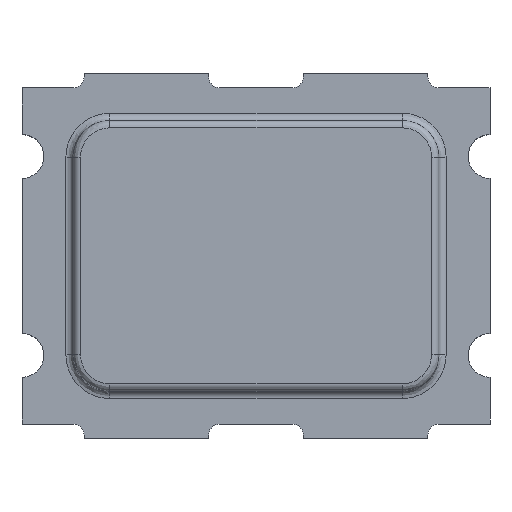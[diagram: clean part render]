
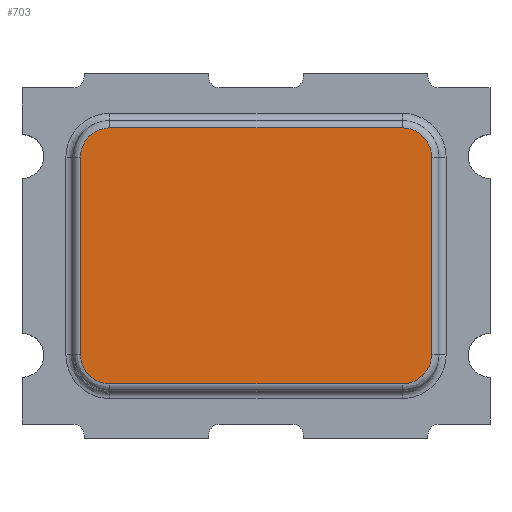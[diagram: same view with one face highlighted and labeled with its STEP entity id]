
A CAD part, top view. The second image highlights one B-rep face of the part: STEP entity #703.
In plain terms, the highlighted planar face has unit normal (0, 0, 1).
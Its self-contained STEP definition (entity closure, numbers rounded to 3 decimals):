
#115 = VERTEX_POINT ( 'NONE', #1683 ) ;
#160 = DIRECTION ( 'NONE',  ( 1., 0., 0. ) ) ;
#173 = EDGE_CURVE ( 'NONE', #1685, #1109, #3110, .T. ) ;
#200 = CARTESIAN_POINT ( 'NONE',  ( 1., 0.875, 1. ) ) ;
#456 = CARTESIAN_POINT ( 'NONE',  ( 1.18, -0.778, 1. ) ) ;
#471 = CARTESIAN_POINT ( 'NONE',  ( -1., 0.875, 1. ) ) ;
#517 = VERTEX_POINT ( 'NONE', #959 ) ;
#569 = EDGE_LOOP ( 'NONE', ( #1502, #4267, #2313, #4287, #2339, #2248, #3845, #925 ) ) ;
#666 = CARTESIAN_POINT ( 'NONE',  ( 1.2, 0.675, 1. ) ) ;
#703 = ADVANCED_FACE ( 'NONE', ( #2148 ), #3486, .T. ) ;
#717 = EDGE_CURVE ( 'NONE', #517, #2914, #4259, .T. ) ;
#748 = EDGE_CURVE ( 'NONE', #2552, #517, #3591, .T. ) ;
#764 = VERTEX_POINT ( 'NONE', #2238 ) ;
#827 = CARTESIAN_POINT ( 'NONE',  ( 1.2, -0.731, 1. ) ) ;
#828 = CARTESIAN_POINT ( 'NONE',  ( -1.2, 0.792, 1. ) ) ;
#844 = CARTESIAN_POINT ( 'NONE',  ( -1.2, -0.675, 1. ) ) ;
#882 = B_SPLINE_CURVE_WITH_KNOTS ( 'NONE', 3,
 ( #1561, #3552, #3919, #456, #827, #2883 ),
 .UNSPECIFIED., .F., .F.,
 ( 4, 2, 4 ),
 ( 0., 0.5, 1. ),
 .UNSPECIFIED. ) ;
#916 = CARTESIAN_POINT ( 'NONE',  ( -1., -0.875, 1. ) ) ;
#925 = ORIENTED_EDGE ( 'NONE', *, *, #1328, .T. ) ;
#957 = VECTOR ( 'NONE', #1573, 1000. ) ;
#959 = CARTESIAN_POINT ( 'NONE',  ( -1.2, 0.675, 1. ) ) ;
#993 =( BOUNDED_CURVE ( )  B_SPLINE_CURVE ( 3, ( #2335, #4375, #1305, #1283 ),
 .UNSPECIFIED., .F., .T. ) 
 B_SPLINE_CURVE_WITH_KNOTS ( ( 4, 4 ),
 ( 0., 1. ),
 .UNSPECIFIED. ) 
 CURVE ( )  GEOMETRIC_REPRESENTATION_ITEM ( )  RATIONAL_B_SPLINE_CURVE ( ( 1., 0.805, 0.805, 1. ) ) 
 REPRESENTATION_ITEM ( '' )  );
#1109 = VERTEX_POINT ( 'NONE', #200 ) ;
#1196 = CARTESIAN_POINT ( 'NONE',  ( -1.2, -0.675, 1. ) ) ;
#1283 = CARTESIAN_POINT ( 'NONE',  ( -1.2, -0.675, 1. ) ) ;
#1305 = CARTESIAN_POINT ( 'NONE',  ( -1.2, -0.792, 1. ) ) ;
#1328 = EDGE_CURVE ( 'NONE', #1527, #1685, #2134, .T. ) ;
#1502 = ORIENTED_EDGE ( 'NONE', *, *, #173, .T. ) ;
#1527 = VERTEX_POINT ( 'NONE', #3038 ) ;
#1561 = CARTESIAN_POINT ( 'NONE',  ( 1., -0.875, 1. ) ) ;
#1562 = CARTESIAN_POINT ( 'NONE',  ( -1., -0.675, 1. ) ) ;
#1573 = DIRECTION ( 'NONE',  ( -1., 0., 0. ) ) ;
#1683 = CARTESIAN_POINT ( 'NONE',  ( -1., -0.875, 1. ) ) ;
#1685 = VERTEX_POINT ( 'NONE', #666 ) ;
#1721 = VECTOR ( 'NONE', #2496, 1000. ) ;
#2077 = CARTESIAN_POINT ( 'NONE',  ( 1.18, 0.777, 1. ) ) ;
#2125 = CARTESIAN_POINT ( 'NONE',  ( 1., 0.875, 1. ) ) ;
#2134 = LINE ( 'NONE', #4248, #1721 ) ;
#2148 = FACE_OUTER_BOUND ( 'NONE', #569, .T. ) ;
#2174 = CARTESIAN_POINT ( 'NONE',  ( -1.117, 0.875, 1. ) ) ;
#2216 = DIRECTION ( 'NONE',  ( 1., 0., 0. ) ) ;
#2238 = CARTESIAN_POINT ( 'NONE',  ( 1., -0.875, 1. ) ) ;
#2248 = ORIENTED_EDGE ( 'NONE', *, *, #3759, .F. ) ;
#2313 = ORIENTED_EDGE ( 'NONE', *, *, #717, .F. ) ;
#2335 = CARTESIAN_POINT ( 'NONE',  ( -1., -0.875, 1. ) ) ;
#2339 = ORIENTED_EDGE ( 'NONE', *, *, #3380, .F. ) ;
#2433 = VECTOR ( 'NONE', #2530, 1000. ) ;
#2496 = DIRECTION ( 'NONE',  ( 0., 1., 0. ) ) ;
#2508 = CARTESIAN_POINT ( 'NONE',  ( -1.2, 0.675, 1. ) ) ;
#2530 = DIRECTION ( 'NONE',  ( 0., 1., 0. ) ) ;
#2542 = CARTESIAN_POINT ( 'NONE',  ( -1., 0.875, 1. ) ) ;
#2552 = VERTEX_POINT ( 'NONE', #844 ) ;
#2601 = EDGE_CURVE ( 'NONE', #764, #1527, #882, .T. ) ;
#2801 = CARTESIAN_POINT ( 'NONE',  ( 1.056, 0.875, 1. ) ) ;
#2838 = EDGE_CURVE ( 'NONE', #2914, #1109, #3954, .T. ) ;
#2883 = CARTESIAN_POINT ( 'NONE',  ( 1.2, -0.675, 1. ) ) ;
#2914 = VERTEX_POINT ( 'NONE', #471 ) ;
#3038 = CARTESIAN_POINT ( 'NONE',  ( 1.2, -0.675, 1. ) ) ;
#3110 = B_SPLINE_CURVE_WITH_KNOTS ( 'NONE', 3,
 ( #4218, #3488, #2077, #4168, #2801, #2125 ),
 .UNSPECIFIED., .F., .F.,
 ( 4, 2, 4 ),
 ( 0., 0.5, 1. ),
 .UNSPECIFIED. ) ;
#3229 = DIRECTION ( 'NONE',  ( 0., 0., 1. ) ) ;
#3257 = LINE ( 'NONE', #916, #957 ) ;
#3380 = EDGE_CURVE ( 'NONE', #115, #2552, #993, .T. ) ;
#3486 = PLANE ( 'NONE',  #3809 ) ;
#3488 = CARTESIAN_POINT ( 'NONE',  ( 1.2, 0.73, 1. ) ) ;
#3552 = CARTESIAN_POINT ( 'NONE',  ( 1.055, -0.875, 1. ) ) ;
#3591 = LINE ( 'NONE', #1196, #2433 ) ;
#3759 = EDGE_CURVE ( 'NONE', #764, #115, #3257, .T. ) ;
#3809 = AXIS2_PLACEMENT_3D ( 'NONE', #1562, #3229, #2216 ) ;
#3845 = ORIENTED_EDGE ( 'NONE', *, *, #2601, .T. ) ;
#3919 = CARTESIAN_POINT ( 'NONE',  ( 1.102, -0.855, 1. ) ) ;
#3954 = LINE ( 'NONE', #2542, #4273 ) ;
#3962 = CARTESIAN_POINT ( 'NONE',  ( -1., 0.875, 1. ) ) ;
#4168 = CARTESIAN_POINT ( 'NONE',  ( 1.103, 0.855, 1. ) ) ;
#4218 = CARTESIAN_POINT ( 'NONE',  ( 1.2, 0.675, 1. ) ) ;
#4248 = CARTESIAN_POINT ( 'NONE',  ( 1.2, -0.675, 1. ) ) ;
#4259 =( BOUNDED_CURVE ( )  B_SPLINE_CURVE ( 3, ( #2508, #828, #2174, #3962 ),
 .UNSPECIFIED., .F., .T. ) 
 B_SPLINE_CURVE_WITH_KNOTS ( ( 4, 4 ),
 ( 0., 1. ),
 .UNSPECIFIED. ) 
 CURVE ( )  GEOMETRIC_REPRESENTATION_ITEM ( )  RATIONAL_B_SPLINE_CURVE ( ( 1., 0.805, 0.805, 1. ) ) 
 REPRESENTATION_ITEM ( '' )  );
#4267 = ORIENTED_EDGE ( 'NONE', *, *, #2838, .F. ) ;
#4273 = VECTOR ( 'NONE', #160, 1000. ) ;
#4287 = ORIENTED_EDGE ( 'NONE', *, *, #748, .F. ) ;
#4375 = CARTESIAN_POINT ( 'NONE',  ( -1.117, -0.875, 1. ) ) ;
